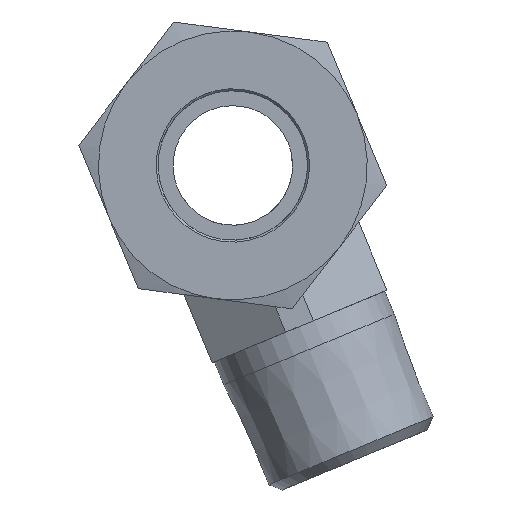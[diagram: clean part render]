
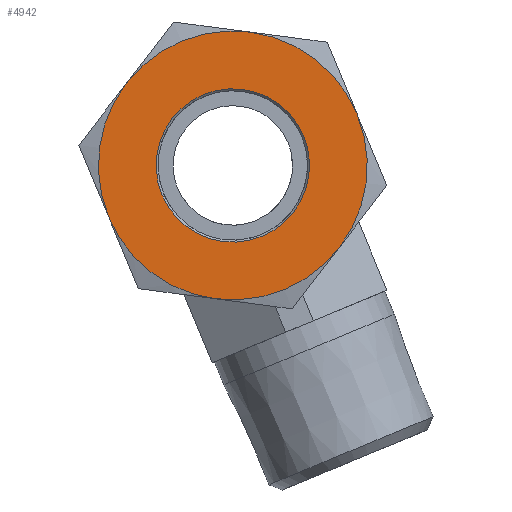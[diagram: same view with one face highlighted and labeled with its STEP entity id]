
A CAD part, front view. The second image highlights one B-rep face of the part: STEP entity #4942.
In plain terms, the highlighted face is planar.
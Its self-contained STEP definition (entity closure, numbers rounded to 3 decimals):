
#4846=CARTESIAN_POINT('',(7.7,0.,17.0));
#4847=VERTEX_POINT('',#4846);
#4848=CARTESIAN_POINT('',(0.0,0.0,17.0));
#4849=DIRECTION('',(0.0,0.0,1.0));
#4850=DIRECTION('',(-1.0,0.0,0.0));
#4851=AXIS2_PLACEMENT_3D('',#4848,#4849,#4850);
#4852=CIRCLE('',#4851,7.7);
#4853=EDGE_CURVE('',#4847,#4847,#4852,.T.);
#4878=CARTESIAN_POINT('',(0.,0.0,17.0));
#4879=DIRECTION('',(0.0,0.0,1.0));
#4880=DIRECTION('',(1.0,0.0,0.0));
#4881=AXIS2_PLACEMENT_3D('',#4878,#4879,#4880);
#4882=PLANE('',#4881);
#4883=CARTESIAN_POINT('',(-6.75,-11.691,17.0));
#4884=VERTEX_POINT('',#4883);
#4885=CARTESIAN_POINT('',(6.75,-11.691,17.0));
#4886=VERTEX_POINT('',#4885);
#4887=CARTESIAN_POINT('',(0.0,0.0,17.0));
#4888=DIRECTION('',(0.0,0.0,1.0));
#4889=DIRECTION('',(-0.5,-0.866,0.0));
#4890=AXIS2_PLACEMENT_3D('',#4887,#4888,#4889);
#4891=CIRCLE('',#4890,13.5);
#4892=EDGE_CURVE('',#4884,#4886,#4891,.T.);
#4893=ORIENTED_EDGE('',*,*,#4892,.T.);
#4894=CARTESIAN_POINT('',(13.5,0.,17.0));
#4895=VERTEX_POINT('',#4894);
#4896=CARTESIAN_POINT('',(0.0,0.0,17.0));
#4897=DIRECTION('',(0.0,0.0,1.0));
#4898=DIRECTION('',(-0.5,-0.866,0.0));
#4899=AXIS2_PLACEMENT_3D('',#4896,#4897,#4898);
#4900=CIRCLE('',#4899,13.5);
#4901=EDGE_CURVE('',#4886,#4895,#4900,.T.);
#4902=ORIENTED_EDGE('',*,*,#4901,.T.);
#4903=CARTESIAN_POINT('',(6.75,11.691,17.0));
#4904=VERTEX_POINT('',#4903);
#4905=CARTESIAN_POINT('',(0.0,0.0,17.0));
#4906=DIRECTION('',(0.0,0.0,1.0));
#4907=DIRECTION('',(-0.5,-0.866,0.0));
#4908=AXIS2_PLACEMENT_3D('',#4905,#4906,#4907);
#4909=CIRCLE('',#4908,13.5);
#4910=EDGE_CURVE('',#4895,#4904,#4909,.T.);
#4911=ORIENTED_EDGE('',*,*,#4910,.T.);
#4912=CARTESIAN_POINT('',(-6.75,11.691,17.0));
#4913=VERTEX_POINT('',#4912);
#4914=CARTESIAN_POINT('',(0.0,0.0,17.0));
#4915=DIRECTION('',(0.0,0.0,1.0));
#4916=DIRECTION('',(-0.5,-0.866,0.0));
#4917=AXIS2_PLACEMENT_3D('',#4914,#4915,#4916);
#4918=CIRCLE('',#4917,13.5);
#4919=EDGE_CURVE('',#4904,#4913,#4918,.T.);
#4920=ORIENTED_EDGE('',*,*,#4919,.T.);
#4921=CARTESIAN_POINT('',(-13.5,0.0,17.0));
#4922=VERTEX_POINT('',#4921);
#4923=CARTESIAN_POINT('',(0.0,0.0,17.0));
#4924=DIRECTION('',(0.0,0.0,1.0));
#4925=DIRECTION('',(-0.5,-0.866,0.0));
#4926=AXIS2_PLACEMENT_3D('',#4923,#4924,#4925);
#4927=CIRCLE('',#4926,13.5);
#4928=EDGE_CURVE('',#4913,#4922,#4927,.T.);
#4929=ORIENTED_EDGE('',*,*,#4928,.T.);
#4930=CARTESIAN_POINT('',(0.0,0.0,17.0));
#4931=DIRECTION('',(0.0,0.0,1.0));
#4932=DIRECTION('',(-0.5,-0.866,0.0));
#4933=AXIS2_PLACEMENT_3D('',#4930,#4931,#4932);
#4934=CIRCLE('',#4933,13.5);
#4935=EDGE_CURVE('',#4922,#4884,#4934,.T.);
#4936=ORIENTED_EDGE('',*,*,#4935,.T.);
#4937=EDGE_LOOP('',(#4893,#4902,#4911,#4920,#4929,#4936));
#4938=FACE_OUTER_BOUND('',#4937,.T.);
#4939=ORIENTED_EDGE('',*,*,#4853,.F.);
#4940=EDGE_LOOP('',(#4939));
#4941=FACE_BOUND('',#4940,.T.);
#4942=ADVANCED_FACE('',(#4938,#4941),#4882,.T.);
